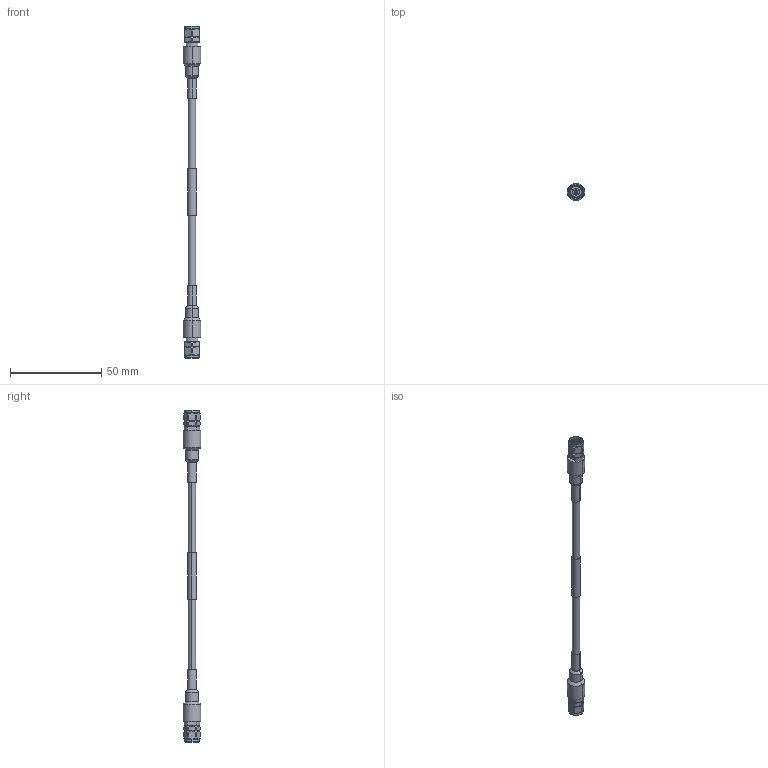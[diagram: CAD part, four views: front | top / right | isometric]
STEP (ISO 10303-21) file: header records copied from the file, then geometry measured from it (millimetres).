
FILE_DESCRIPTION (( 'STEP AP214' ), '1' );
FILE_NAME ('FMC4040914_3D.step', '2025-03-07T00:13:40', ( '' ), ( '' ), 'SwSTEP 2.0', 'SolidWorks 2022', '' );
FILE_SCHEMA (( 'AUTOMOTIVE_DESIGN' ));
Length unit declared in the file: inch
Products named in the file (4): FMCN1458; Coax Cable_FM160FLEX_PE-P160; FMC4040914_3D; Heat Shrink_FM160FLEX
Assembly tree (5 placements, depth 2):
  FMC4040914_3D
    Coax Cable_FM160FLEX_PE-P160
    Heat Shrink_FM160FLEX  x2
    FMCN1458  x2
Bounding box: 9.49 x 9.49 x 181.71 mm (x, y, z)
Volume: 5827.5 mm3; surface area: 4958.2 mm2
Topology: 9 solids, 9 shells, 264 faces, 638 edges, 408 vertices
Faces by surface type: cylinder 140, plane 72, cone 30, bspline 14, torus 8
Entity records: 5765 total; most frequent: CARTESIAN_POINT 2329, DIRECTION 673, ORIENTED_EDGE 652, EDGE_CURVE 326, AXIS2_PLACEMENT_3D 282, VERTEX_POINT 210, EDGE_LOOP 160, CIRCLE 144
